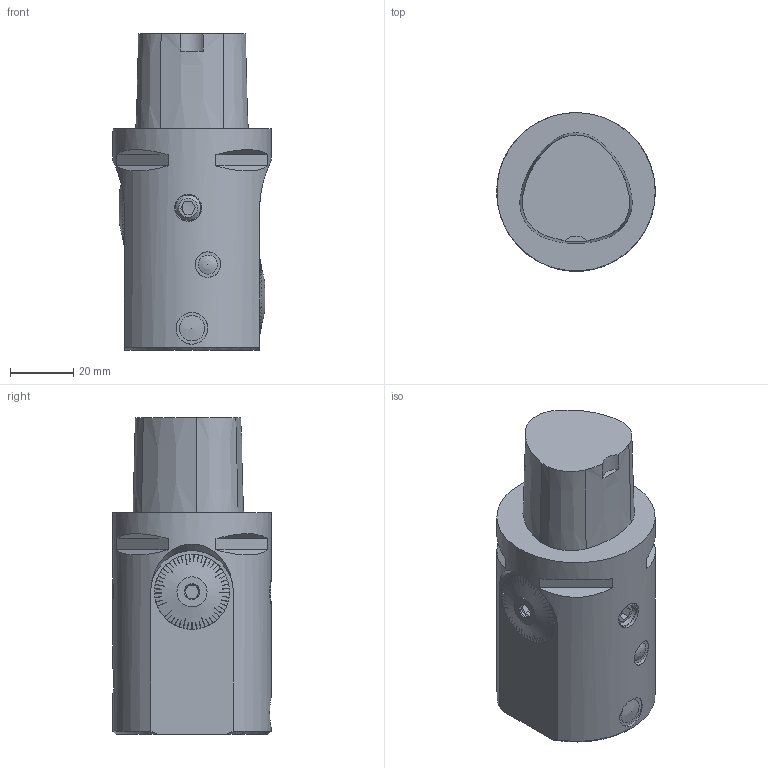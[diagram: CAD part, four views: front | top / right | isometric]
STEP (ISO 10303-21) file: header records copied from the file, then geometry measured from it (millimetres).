
FILE_DESCRIPTION(/* description */ (''),/* implementation_level */ '2;1');
FILE_NAME(/* name */ '1553606828809.stp',/* time_stamp */ '2019-03-26T14:27:25+01:00',/* author */ (''),/* organization */ ('SMS'),/* preprocessor_version */ 'ST-DEVELOPER v15',/* originating_system */ 'SIEMENS PLM Software NX 8.5',/* authorisation */ '');
FILE_SCHEMA (('AUTOMOTIVE_DESIGN { 1 0 10303 214 3 1 1 1 }'));
Length unit declared in the file: millimetre
Products named in the file (1): 111155477mod000_01
Bounding box: 49.98 x 49.99 x 100 mm (x, y, z)
Surface area: 18655 mm2 (no closed solid volume)
Topology: 0 solids, 1 shells, 606 faces, 1755 edges, 1173 vertices
Faces by surface type: plane 463, cone 71, cylinder 68, sphere 4
Full cylindrical faces by diameter (mm): 1.5 x1, 4.7 x2, 6 x1, 6.015 x1, 6.06 x1, 6.25 x1, 8 x2, 8.018 x1, 8.5 x2, 9.5 x2, 10.018 x1, 49.987 x1
Entity records: 20223 total; most frequent: CARTESIAN_POINT 4859, ORIENTED_EDGE 3398, DIRECTION 2859, EDGE_CURVE 1699, VERTEX_POINT 1147, LINE 1093, VECTOR 1093, AXIS2_PLACEMENT_3D 883
